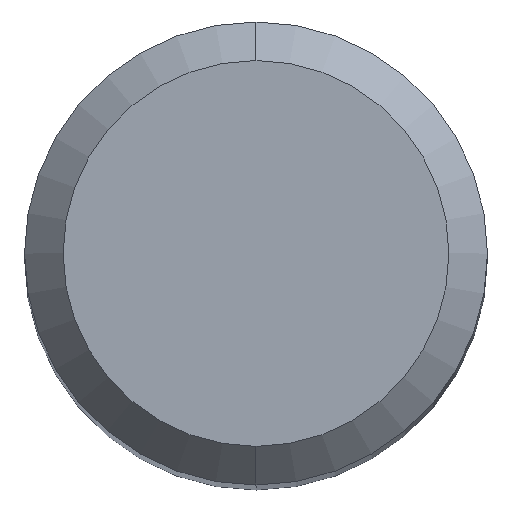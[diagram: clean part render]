
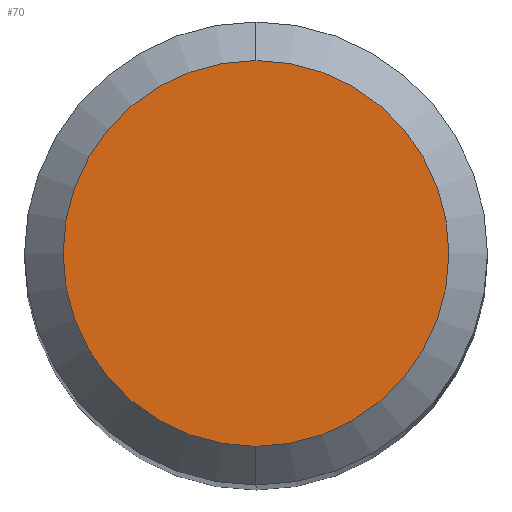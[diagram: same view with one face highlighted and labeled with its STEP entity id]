
A CAD part, top view. The second image highlights one B-rep face of the part: STEP entity #70.
In plain terms, the highlighted planar face has unit normal (0, 0, 1).
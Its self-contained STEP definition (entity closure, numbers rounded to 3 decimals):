
#70=ADVANCED_FACE('',(#137),#138,.T.);
#137=FACE_OUTER_BOUND('',#205,.T.);
#138=PLANE('',#206);
#205=EDGE_LOOP('',(#308,#309));
#206=AXIS2_PLACEMENT_3D('',#310,#311,#312);
#308=ORIENTED_EDGE('',*,*,#389,.F.);
#309=ORIENTED_EDGE('',*,*,#392,.F.);
#310=CARTESIAN_POINT('',(0.,1.25,37.412));
#311=DIRECTION('',(0.,0.0,1.0));
#312=DIRECTION('',(0.0,-1.0,0.0));
#389=EDGE_CURVE('',#454,#456,#457,.T.);
#392=EDGE_CURVE('',#456,#454,#460,.T.);
#454=VERTEX_POINT('',#528);
#456=VERTEX_POINT('',#531);
#457=CIRCLE('',#532,2.5);
#460=CIRCLE('',#536,2.5);
#528=CARTESIAN_POINT('',(0.,2.5,37.412));
#531=CARTESIAN_POINT('',(0.,-2.5,37.412));
#532=AXIS2_PLACEMENT_3D('',#600,#601,#602);
#536=AXIS2_PLACEMENT_3D('',#604,#605,#606);
#600=CARTESIAN_POINT('',(0.,0.0,37.412));
#601=DIRECTION('',(0.,0.0,-1.0));
#602=DIRECTION('',(0.0,1.0,0.0));
#604=CARTESIAN_POINT('',(0.,0.0,37.412));
#605=DIRECTION('',(0.,0.0,-1.0));
#606=DIRECTION('',(0.0,1.0,0.0));
